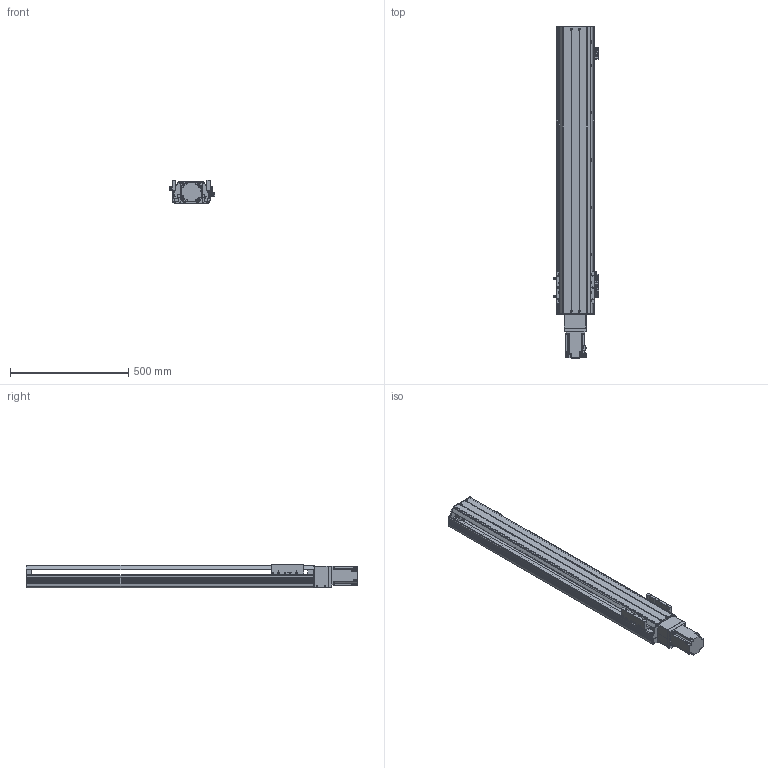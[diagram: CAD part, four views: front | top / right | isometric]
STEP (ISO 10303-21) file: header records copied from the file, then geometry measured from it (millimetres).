
FILE_DESCRIPTION(/* description */ ('MANUFACTURE'),/* implementation_level */ '2;1');
FILE_NAME(/* name */ 'HG160-S70-N-1000-R10.stp',/* time_stamp */ '2024-02-22T09:09:31+09:00',/* author */ ('User'),/* organization */ (''),/* preprocessor_version */ 'ST-DEVELOPER v18.1',/* originating_system */ 'Autodesk Inventor 2022',/* authorisation */ 'LIP');
FILE_SCHEMA (('AUTOMOTIVE_DESIGN { 1 0 10303 214 3 1 1 }'));
Length unit declared in the file: millimetre
Products named in the file (19): HR160-S40-W0500-R10; HR160 S BASE (400W); HR140 FRONT BLOCK (20Pi)-N; HR140 REAR BLOCK (20Pi)-N; HB120 ROLLER SHAFT-16; UMBB5-16; hg-kr73_; HR120 SENSOR DOG; HR160 TABLE (W,N); HR160 750W FRONT COVER; HR160 S UPCOVER; HR160 750W FRONT COVER_1; HG160 S MOTOR PLATE-B; HG160 S MOTOR PLATE-M; COUPLING COVER 400W-R1; hsr_ftht_A-M6F_grease_nipple_joint; NIPPLE CAP(신규); SENSOR BRK(EE-SX674A); EE_SX674A
Assembly tree (31 placements, depth 2):
  HR160-S40-W0500-R10
    HR160 S BASE (400W)
    SENSOR BRK(EE-SX674A)  x3
    EE_SX674A  x3
    HR140 FRONT BLOCK (20Pi)-N
    HR140 REAR BLOCK (20Pi)-N
    HB120 ROLLER SHAFT-16
    UMBB5-16  x2
    hg-kr73_
    HR120 SENSOR DOG
    HR160 TABLE (W,N)
    HR160 750W FRONT COVER
    HR160 S UPCOVER
    HR160 750W FRONT COVER_1
    HG160 S MOTOR PLATE-B
    HG160 S MOTOR PLATE-M
    COUPLING COVER 400W-R1
    hsr_ftht_A-M6F_grease_nipple_joint  x5
    NIPPLE CAP(신규)  x5
Bounding box: 190.96 x 1405 x 100 mm (x, y, z)
Volume: 5499302.8 mm3; surface area: 1790423.5 mm2
Topology: 33 solids, 33 shells, 2109 faces, 5858 edges, 3835 vertices
Faces by surface type: plane 946, cylinder 844, cone 217, torus 42, sphere 40, bspline 20
Full cylindrical faces by diameter (mm): 2.459 x28, 3 x6, 3.242 x16, 3.5 x8, 4 x8, 4.134 x28, 4.5 x18, 4.8 x4, 4.917 x48, 5 x39, 5.5 x20, 5.6 x5, 5.9 x4, 6 x13, 6.5 x10, 6.6 x32, 6.8 x4, 7 x4, 7.6 x4, 9 x6, 9.5 x16, 11 x26, 11.2 x4, 13 x4, 16 x2, 19 x1, 25 x1, 27 x1, 32 x1, 38 x1
Entity records: 54813 total; most frequent: CARTESIAN_POINT 12169, DIRECTION 8627, ORIENTED_EDGE 8536, EDGE_CURVE 4268, AXIS2_PLACEMENT_3D 3137, VERTEX_POINT 2857, LINE 2353, VECTOR 2353
